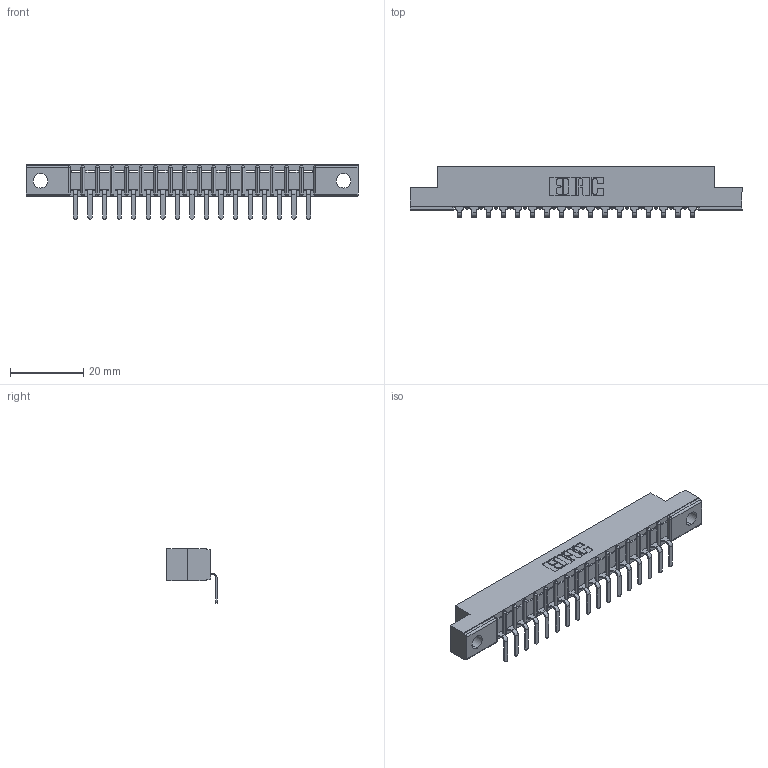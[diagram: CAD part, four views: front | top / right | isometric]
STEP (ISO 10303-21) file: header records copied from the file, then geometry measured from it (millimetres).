
FILE_DESCRIPTION (( 'STEP AP203' ), '1' );
FILE_NAME ('357-017-559-104.STEP', '2022-07-12T23:01:10', ( '' ), ( '' ), 'SwSTEP 2.0', 'SolidWorks 2020', '' );
FILE_SCHEMA (( 'CONFIG_CONTROL_DESIGN' ));
Length unit declared in the file: inch
Products named in the file (3): 357-017-559-104; 307-290-001_558 559 - 1 (Single); 307 Part_.156 Dia Mounting Holes
Assembly tree (18 placements, depth 2):
  357-017-559-104
    307 Part_.156 Dia Mounting Holes
    307-290-001_558 559 - 1 (Single)  x17
Bounding box: 90.37 x 13.7 x 14.81 mm (x, y, z)
Volume: 5621.6 mm3; surface area: 8443.3 mm2
Topology: 18 solids, 18 shells, 1170 faces, 3317 edges, 2138 vertices
Faces by surface type: plane 747, cylinder 387, sphere 36
Entity records: 18178 total; most frequent: CARTESIAN_POINT 3058, ORIENTED_EDGE 3042, DIRECTION 2981, EDGE_CURVE 1521, LINE 1163, VECTOR 1163, VERTEX_POINT 986, AXIS2_PLACEMENT_3D 909
